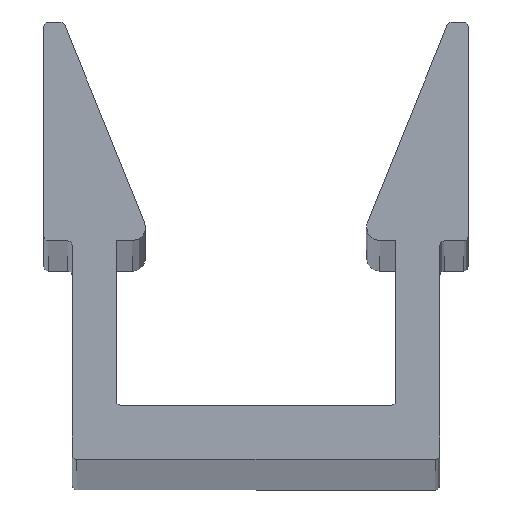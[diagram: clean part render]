
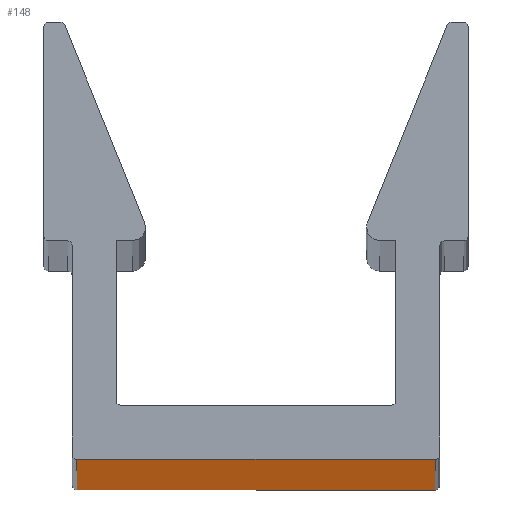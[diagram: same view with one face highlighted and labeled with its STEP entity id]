
A CAD part, top view. The second image highlights one B-rep face of the part: STEP entity #148.
In plain terms, the highlighted planar face has unit normal (0, -1, 0).
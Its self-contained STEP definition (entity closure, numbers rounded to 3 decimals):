
#60 = ORIENTED_EDGE ( 'NONE', *, *, #61, .F. ) ;
#61 = EDGE_CURVE ( 'NONE', #62, #98, #454, .T. ) ;
#62 = VERTEX_POINT ( 'NONE', #583 ) ;
#63 = ORIENTED_EDGE ( 'NONE', *, *, #64, .F. ) ;
#64 = EDGE_CURVE ( 'NONE', #125, #62, #551, .T. ) ;
#65 = ORIENTED_EDGE ( 'NONE', *, *, #124, .T. ) ;
#69 = EDGE_LOOP ( 'NONE', ( #70, #60, #63, #65 ) ) ;
#70 = ORIENTED_EDGE ( 'NONE', *, *, #71, .T. ) ;
#71 = EDGE_CURVE ( 'NONE', #122, #98, #554, .T. ) ;
#98 = VERTEX_POINT ( 'NONE', #571 ) ;
#122 = VERTEX_POINT ( 'NONE', #627 ) ;
#124 = EDGE_CURVE ( 'NONE', #125, #122, #620, .T. ) ;
#125 = VERTEX_POINT ( 'NONE', #616 ) ;
#148 = ADVANCED_FACE ( 'NONE', ( #761 ), #760, .F. ) ;
#451 = DIRECTION ( 'NONE',  ( 0., 0., -1. ) ) ;
#452 = VECTOR ( 'NONE', #451, 1000. ) ;
#453 = CARTESIAN_POINT ( 'NONE',  ( 5.207, 0., 254. ) ) ;
#454 = LINE ( 'NONE', #453, #452 ) ;
#532 = DIRECTION ( 'NONE',  ( 1., 0., 0. ) ) ;
#550 = CARTESIAN_POINT ( 'NONE',  ( -5.207, 0., 254. ) ) ;
#551 = LINE ( 'NONE', #550, #578 ) ;
#552 = VECTOR ( 'NONE', #532, 1000. ) ;
#553 = CARTESIAN_POINT ( 'NONE',  ( -5.207, 0., -254. ) ) ;
#554 = LINE ( 'NONE', #553, #552 ) ;
#571 = CARTESIAN_POINT ( 'NONE',  ( 5.207, 0., -254. ) ) ;
#577 = DIRECTION ( 'NONE',  ( 1., 0., 0. ) ) ;
#578 = VECTOR ( 'NONE', #577, 1000. ) ;
#583 = CARTESIAN_POINT ( 'NONE',  ( 5.207, 0., 254. ) ) ;
#616 = CARTESIAN_POINT ( 'NONE',  ( -5.207, 0., 254. ) ) ;
#617 = DIRECTION ( 'NONE',  ( 0., 0., -1. ) ) ;
#618 = VECTOR ( 'NONE', #617, 1000. ) ;
#619 = CARTESIAN_POINT ( 'NONE',  ( -5.207, 0., 254. ) ) ;
#620 = LINE ( 'NONE', #619, #618 ) ;
#627 = CARTESIAN_POINT ( 'NONE',  ( -5.207, 0., -254. ) ) ;
#721 = DIRECTION ( 'NONE',  ( 0., 0., 1. ) ) ;
#722 = DIRECTION ( 'NONE',  ( 0., 1., 0. ) ) ;
#741 = CARTESIAN_POINT ( 'NONE',  ( -5.207, 0., 254. ) ) ;
#742 = AXIS2_PLACEMENT_3D ( 'NONE', #741, #722, #721 ) ;
#760 = PLANE ( 'NONE',  #742 ) ;
#761 = FACE_OUTER_BOUND ( 'NONE', #69, .T. ) ;
